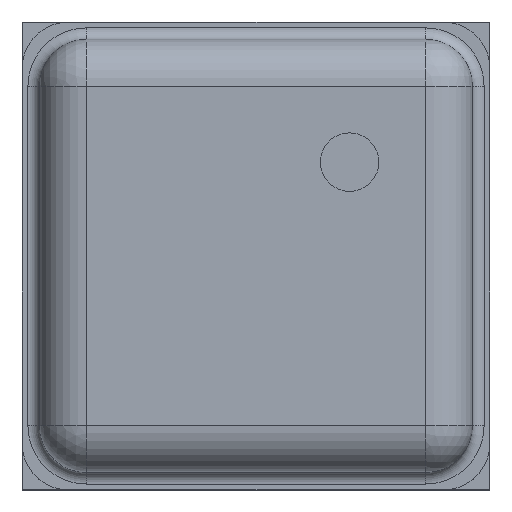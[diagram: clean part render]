
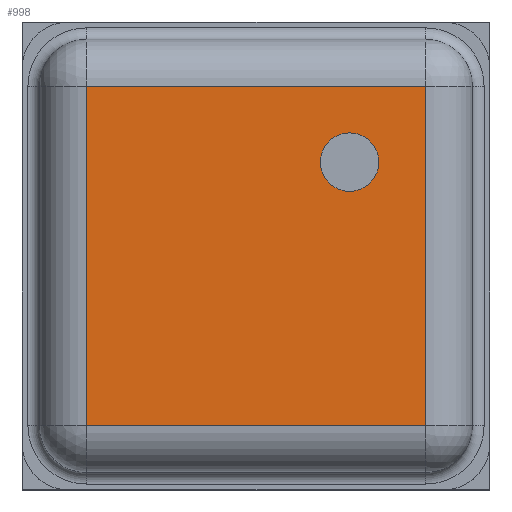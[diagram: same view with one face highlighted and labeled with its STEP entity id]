
A CAD part, top view. The second image highlights one B-rep face of the part: STEP entity #998.
In plain terms, the highlighted planar face has unit normal (0, 0, 1).
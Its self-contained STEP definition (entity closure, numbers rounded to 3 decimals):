
#189 = CARTESIAN_POINT ( 'NONE',  ( -0.925, 0.725, 0.8 ) ) ;
#376 = ORIENTED_EDGE ( 'NONE', *, *, #1266, .T. ) ;
#442 = VERTEX_POINT ( 'NONE', #4484 ) ;
#492 = DIRECTION ( 'NONE',  ( -1., 0., 0. ) ) ;
#545 = DIRECTION ( 'NONE',  ( 1., 0., 0. ) ) ;
#626 = PLANE ( 'NONE',  #3093 ) ;
#998 = ADVANCED_FACE ( 'NONE', ( #7721, #11053 ), #626, .T. ) ;
#1266 = EDGE_CURVE ( 'NONE', #11548, #7308, #15062, .T. ) ;
#1960 = CARTESIAN_POINT ( 'NONE',  ( -0.725, 0.725, 0.8 ) ) ;
#2286 = ORIENTED_EDGE ( 'NONE', *, *, #4101, .F. ) ;
#3048 = VECTOR ( 'NONE', #3332, 1000. ) ;
#3093 = AXIS2_PLACEMENT_3D ( 'NONE', #6339, #6406, #545 ) ;
#3332 = DIRECTION ( 'NONE',  ( 0., 1., 0. ) ) ;
#3367 = DIRECTION ( 'NONE',  ( 0., 0., 1. ) ) ;
#3871 = LINE ( 'NONE', #189, #6033 ) ;
#4101 = EDGE_CURVE ( 'NONE', #14115, #15078, #7237, .T. ) ;
#4300 = EDGE_LOOP ( 'NONE', ( #8543, #376, #9883, #10712 ) ) ;
#4484 = CARTESIAN_POINT ( 'NONE',  ( 0.725, 0.725, 0.8 ) ) ;
#4709 = LINE ( 'NONE', #6048, #3048 ) ;
#4907 = EDGE_CURVE ( 'NONE', #7308, #5608, #7108, .T. ) ;
#5608 = VERTEX_POINT ( 'NONE', #7405 ) ;
#5652 = EDGE_LOOP ( 'NONE', ( #2286, #10802 ) ) ;
#5771 = DIRECTION ( 'NONE',  ( 1., 0., 0. ) ) ;
#6033 = VECTOR ( 'NONE', #492, 1000. ) ;
#6048 = CARTESIAN_POINT ( 'NONE',  ( 0.725, 0.925, 0.8 ) ) ;
#6155 = EDGE_CURVE ( 'NONE', #5608, #442, #4709, .T. ) ;
#6240 = EDGE_CURVE ( 'NONE', #442, #11548, #3871, .T. ) ;
#6339 = CARTESIAN_POINT ( 'NONE',  ( 0., 0., 0.8 ) ) ;
#6355 = EDGE_CURVE ( 'NONE', #15078, #14115, #12728, .T. ) ;
#6406 = DIRECTION ( 'NONE',  ( 0., 0., 1. ) ) ;
#6948 = CARTESIAN_POINT ( 'NONE',  ( 0.925, -0.725, 0.8 ) ) ;
#7086 = DIRECTION ( 'NONE',  ( 0., 0., 1. ) ) ;
#7108 = LINE ( 'NONE', #6948, #12704 ) ;
#7237 = CIRCLE ( 'NONE', #14665, 0.125 ) ;
#7308 = VERTEX_POINT ( 'NONE', #8481 ) ;
#7405 = CARTESIAN_POINT ( 'NONE',  ( 0.725, -0.725, 0.8 ) ) ;
#7721 = FACE_BOUND ( 'NONE', #5652, .T. ) ;
#7807 = CARTESIAN_POINT ( 'NONE',  ( 0.275, 0.4, 0.8 ) ) ;
#8315 = DIRECTION ( 'NONE',  ( 1., 0., 0. ) ) ;
#8481 = CARTESIAN_POINT ( 'NONE',  ( -0.725, -0.725, 0.8 ) ) ;
#8543 = ORIENTED_EDGE ( 'NONE', *, *, #6240, .T. ) ;
#8845 = VECTOR ( 'NONE', #13891, 1000. ) ;
#8963 = DIRECTION ( 'NONE',  ( 1., 0., 0. ) ) ;
#9131 = CARTESIAN_POINT ( 'NONE',  ( -0.725, -0.925, 0.8 ) ) ;
#9883 = ORIENTED_EDGE ( 'NONE', *, *, #4907, .T. ) ;
#10690 = CARTESIAN_POINT ( 'NONE',  ( 0.4, 0.4, 0.8 ) ) ;
#10712 = ORIENTED_EDGE ( 'NONE', *, *, #6155, .T. ) ;
#10802 = ORIENTED_EDGE ( 'NONE', *, *, #6355, .F. ) ;
#11053 = FACE_OUTER_BOUND ( 'NONE', #4300, .T. ) ;
#11548 = VERTEX_POINT ( 'NONE', #1960 ) ;
#12483 = AXIS2_PLACEMENT_3D ( 'NONE', #12551, #3367, #8963 ) ;
#12551 = CARTESIAN_POINT ( 'NONE',  ( 0.4, 0.4, 0.8 ) ) ;
#12704 = VECTOR ( 'NONE', #5771, 1000. ) ;
#12728 = CIRCLE ( 'NONE', #12483, 0.125 ) ;
#13572 = CARTESIAN_POINT ( 'NONE',  ( 0.525, 0.4, 0.8 ) ) ;
#13891 = DIRECTION ( 'NONE',  ( 0., -1., 0. ) ) ;
#14115 = VERTEX_POINT ( 'NONE', #13572 ) ;
#14665 = AXIS2_PLACEMENT_3D ( 'NONE', #10690, #7086, #8315 ) ;
#15062 = LINE ( 'NONE', #9131, #8845 ) ;
#15078 = VERTEX_POINT ( 'NONE', #7807 ) ;
